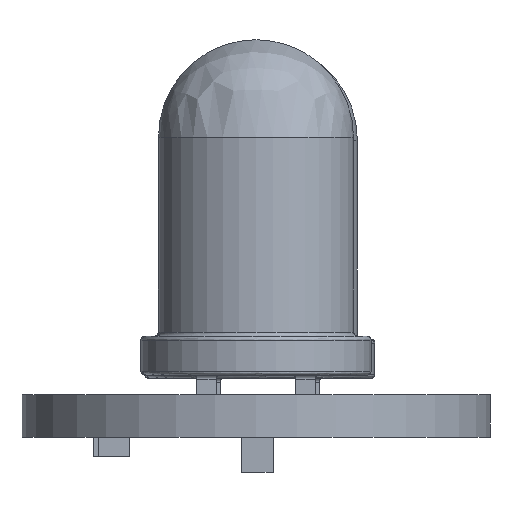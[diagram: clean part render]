
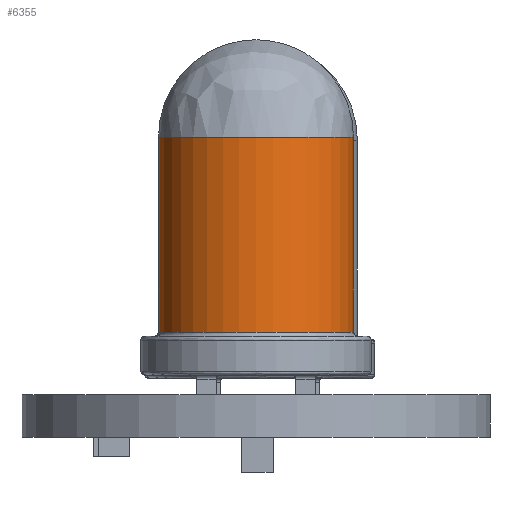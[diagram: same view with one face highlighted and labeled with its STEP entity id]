
A CAD part, left-side view. The second image highlights one B-rep face of the part: STEP entity #6355.
In plain terms, the highlighted cylindrical face has radius 2.5 mm (diameter 5 mm), a partial arc.
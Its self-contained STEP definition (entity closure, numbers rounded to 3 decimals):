
#6088 = VERTEX_POINT('',#6089);
#6089 = CARTESIAN_POINT('',(43.451,42.923,
    1.6));
#6096 = EDGE_CURVE('',#6088,#6097,#6099,.T.);
#6097 = VERTEX_POINT('',#6098);
#6098 = CARTESIAN_POINT('',(43.451,37.923,
    1.6));
#6099 = CIRCLE('',#6100,2.5);
#6100 = AXIS2_PLACEMENT_3D('',#6101,#6102,#6103);
#6101 = CARTESIAN_POINT('',(43.451,40.423,
    1.6));
#6102 = DIRECTION('',(0.,0.,1.));
#6103 = DIRECTION('',(0.,-1.,0.));
#6175 = EDGE_CURVE('',#6176,#6178,#6180,.T.);
#6176 = VERTEX_POINT('',#6177);
#6177 = CARTESIAN_POINT('',(43.451,37.923,
    6.6));
#6178 = VERTEX_POINT('',#6179);
#6179 = CARTESIAN_POINT('',(43.451,42.923,
    6.6));
#6180 = CIRCLE('',#6181,2.5);
#6181 = AXIS2_PLACEMENT_3D('',#6182,#6183,#6184);
#6182 = CARTESIAN_POINT('',(43.451,40.423,
    6.6));
#6183 = DIRECTION('',(0.,0.,-1.));
#6184 = DIRECTION('',(0.,-1.,0.));
#6355 = ADVANCED_FACE('',(#6356),#6372,.T.);
#6356 = FACE_BOUND('',#6357,.T.);
#6357 = EDGE_LOOP('',(#6358,#6359,#6365,#6366));
#6358 = ORIENTED_EDGE('',*,*,#6175,.T.);
#6359 = ORIENTED_EDGE('',*,*,#6360,.T.);
#6360 = EDGE_CURVE('',#6178,#6088,#6361,.T.);
#6361 = LINE('',#6362,#6363);
#6362 = CARTESIAN_POINT('',(43.451,42.923,
    -3.5));
#6363 = VECTOR('',#6364,1.);
#6364 = DIRECTION('',(0.,0.,-1.));
#6365 = ORIENTED_EDGE('',*,*,#6096,.T.);
#6366 = ORIENTED_EDGE('',*,*,#6367,.F.);
#6367 = EDGE_CURVE('',#6176,#6097,#6368,.T.);
#6368 = LINE('',#6369,#6370);
#6369 = CARTESIAN_POINT('',(43.451,37.923,
    -3.5));
#6370 = VECTOR('',#6371,1.);
#6371 = DIRECTION('',(0.,0.,-1.));
#6372 = CYLINDRICAL_SURFACE('',#6373,2.5);
#6373 = AXIS2_PLACEMENT_3D('',#6374,#6375,#6376);
#6374 = CARTESIAN_POINT('',(43.451,40.423,
    -3.5));
#6375 = DIRECTION('',(0.,0.,-1.));
#6376 = DIRECTION('',(0.,-1.,0.));
